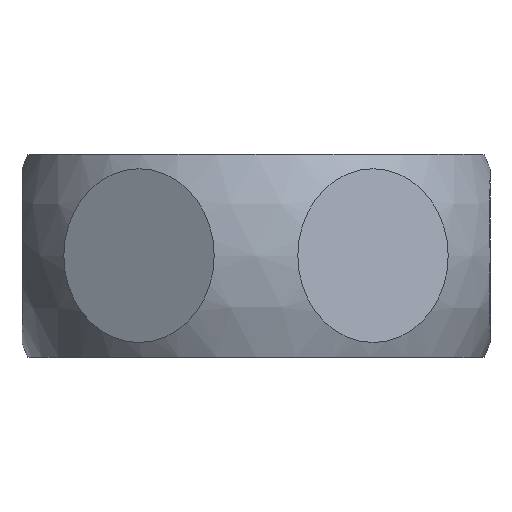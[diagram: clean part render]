
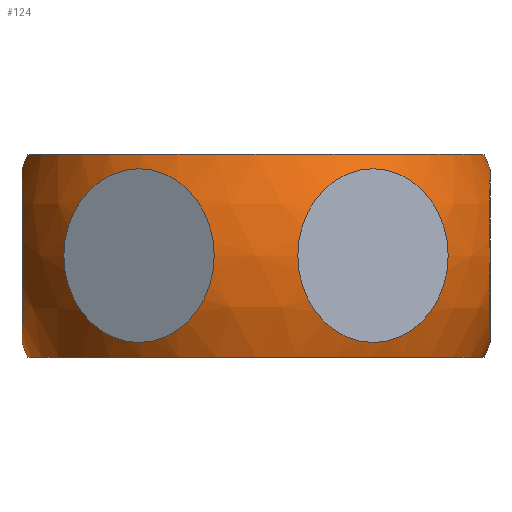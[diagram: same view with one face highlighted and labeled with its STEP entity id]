
A CAD part, top view. The second image highlights one B-rep face of the part: STEP entity #124.
In plain terms, the highlighted spherical face has radius 16 mm.
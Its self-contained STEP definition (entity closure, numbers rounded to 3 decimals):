
#102=SPHERICAL_SURFACE('',#265,16.);
#103=FACE_BOUND('',#158,.T.);
#104=FACE_BOUND('',#159,.T.);
#105=FACE_BOUND('',#160,.T.);
#106=FACE_BOUND('',#161,.T.);
#107=FACE_BOUND('',#162,.T.);
#108=FACE_BOUND('',#163,.T.);
#109=FACE_BOUND('',#164,.T.);
#110=FACE_BOUND('',#165,.T.);
#124=ADVANCED_FACE('',(#103,#104,#105,#106,#107,#108,#109,#110),#102,.T.);
#158=EDGE_LOOP('',(#186));
#159=EDGE_LOOP('',(#187));
#160=EDGE_LOOP('',(#188));
#161=EDGE_LOOP('',(#189));
#162=EDGE_LOOP('',(#190));
#163=EDGE_LOOP('',(#191));
#164=EDGE_LOOP('',(#192));
#165=EDGE_LOOP('',(#193));
#186=ORIENTED_EDGE('',*,*,#228,.T.);
#187=ORIENTED_EDGE('',*,*,#229,.T.);
#188=ORIENTED_EDGE('',*,*,#230,.T.);
#189=ORIENTED_EDGE('',*,*,#231,.T.);
#190=ORIENTED_EDGE('',*,*,#232,.T.);
#191=ORIENTED_EDGE('',*,*,#233,.T.);
#192=ORIENTED_EDGE('',*,*,#234,.F.);
#193=ORIENTED_EDGE('',*,*,#227,.T.);
#213=VERTEX_POINT('',#347);
#214=VERTEX_POINT('',#350);
#215=VERTEX_POINT('',#352);
#216=VERTEX_POINT('',#354);
#217=VERTEX_POINT('',#356);
#218=VERTEX_POINT('',#358);
#219=VERTEX_POINT('',#360);
#220=VERTEX_POINT('',#362);
#227=EDGE_CURVE('',#213,#213,#241,.T.);
#228=EDGE_CURVE('',#214,#214,#242,.T.);
#229=EDGE_CURVE('',#215,#215,#243,.T.);
#230=EDGE_CURVE('',#216,#216,#244,.T.);
#231=EDGE_CURVE('',#217,#217,#245,.T.);
#232=EDGE_CURVE('',#218,#218,#246,.T.);
#233=EDGE_CURVE('',#219,#219,#247,.T.);
#234=EDGE_CURVE('',#220,#220,#248,.T.);
#241=CIRCLE('',#256,14.62);
#242=CIRCLE('',#258,5.568);
#243=CIRCLE('',#259,5.568);
#244=CIRCLE('',#260,5.568);
#245=CIRCLE('',#261,5.568);
#246=CIRCLE('',#262,5.568);
#247=CIRCLE('',#263,5.568);
#248=CIRCLE('',#264,14.62);
#256=AXIS2_PLACEMENT_3D('',#346,#287,#288);
#258=AXIS2_PLACEMENT_3D('',#349,#291,#292);
#259=AXIS2_PLACEMENT_3D('',#351,#293,#294);
#260=AXIS2_PLACEMENT_3D('',#353,#295,#296);
#261=AXIS2_PLACEMENT_3D('',#355,#297,#298);
#262=AXIS2_PLACEMENT_3D('',#357,#299,#300);
#263=AXIS2_PLACEMENT_3D('',#359,#301,#302);
#264=AXIS2_PLACEMENT_3D('',#361,#303,#304);
#265=AXIS2_PLACEMENT_3D('',#363,#305,#306);
#287=DIRECTION('',(0.,-1.,0.));
#288=DIRECTION('',(0.,0.,-1.));
#291=DIRECTION('',(0.5,0.,0.866));
#292=DIRECTION('',(0.866,0.,-0.5));
#293=DIRECTION('',(-0.5,0.,0.866));
#294=DIRECTION('',(0.866,0.,0.5));
#295=DIRECTION('',(-1.,0.,0.));
#296=DIRECTION('',(0.,0.,1.));
#297=DIRECTION('',(-0.5,0.,-0.866));
#298=DIRECTION('',(-0.866,0.,0.5));
#299=DIRECTION('',(0.5,0.,-0.866));
#300=DIRECTION('',(-0.866,0.,-0.5));
#301=DIRECTION('',(1.,0.,0.));
#302=DIRECTION('',(0.,0.,-1.));
#303=DIRECTION('',(0.,-1.,0.));
#304=DIRECTION('',(0.,0.,-1.));
#305=DIRECTION('',(0.,-1.,0.));
#306=DIRECTION('',(1.,0.,0.));
#346=CARTESIAN_POINT('',(0.,13.,0.));
#347=CARTESIAN_POINT('',(0.,13.,-14.62));
#349=CARTESIAN_POINT('',(-7.5,6.5,-12.99));
#350=CARTESIAN_POINT('',(-2.678,6.5,-15.774));
#351=CARTESIAN_POINT('',(7.5,6.5,-12.99));
#352=CARTESIAN_POINT('',(12.322,6.5,-10.206));
#353=CARTESIAN_POINT('',(15.,6.5,0.));
#354=CARTESIAN_POINT('',(15.,6.5,5.568));
#355=CARTESIAN_POINT('',(7.5,6.5,12.99));
#356=CARTESIAN_POINT('',(2.678,6.5,15.774));
#357=CARTESIAN_POINT('',(-7.5,6.5,12.99));
#358=CARTESIAN_POINT('',(-12.322,6.5,10.206));
#359=CARTESIAN_POINT('',(-15.,6.5,0.));
#360=CARTESIAN_POINT('',(-15.,6.5,-5.568));
#361=CARTESIAN_POINT('',(0.,0.,0.));
#362=CARTESIAN_POINT('',(0.,0.,-14.62));
#363=CARTESIAN_POINT('',(0.,6.5,0.));
